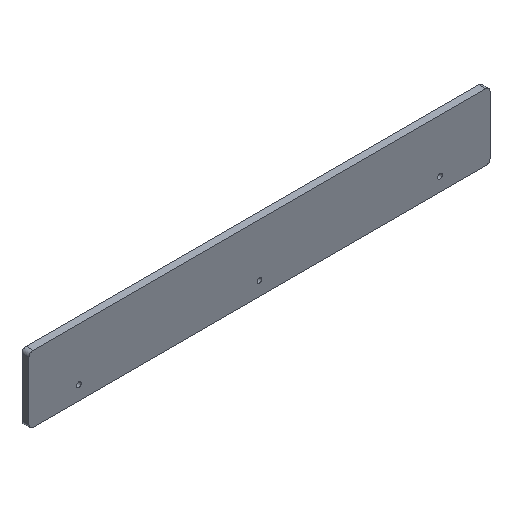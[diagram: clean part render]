
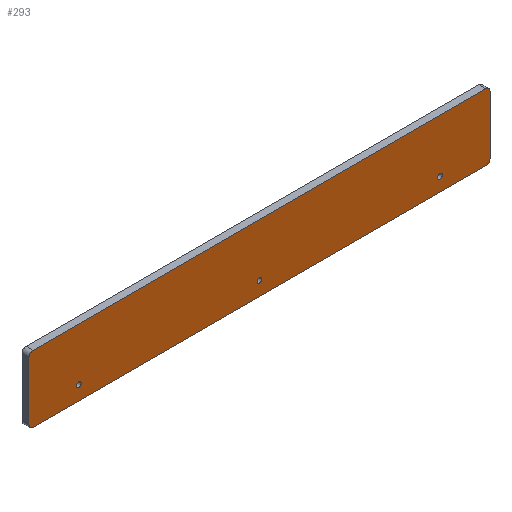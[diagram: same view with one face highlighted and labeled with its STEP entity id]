
A CAD part, isometric view. The second image highlights one B-rep face of the part: STEP entity #293.
In plain terms, the highlighted planar face has unit normal (0, -1, 0).
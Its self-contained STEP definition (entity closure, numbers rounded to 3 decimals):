
#18=FACE_BOUND('',#69,.T.);
#19=FACE_BOUND('',#70,.T.);
#20=FACE_BOUND('',#71,.T.);
#26=PLANE('',#340);
#49=FACE_OUTER_BOUND('',#68,.T.);
#68=EDGE_LOOP('',(#264,#265,#266,#267,#268,#269,#270,#271));
#69=EDGE_LOOP('',(#272));
#70=EDGE_LOOP('',(#273));
#71=EDGE_LOOP('',(#274));
#80=LINE('',#469,#102);
#84=LINE('',#481,#106);
#88=LINE('',#493,#110);
#92=LINE('',#505,#114);
#102=VECTOR('',#383,10.);
#106=VECTOR('',#395,10.);
#110=VECTOR('',#407,10.);
#114=VECTOR('',#419,10.);
#118=CIRCLE('',#312,1.7);
#121=CIRCLE('',#317,1.7);
#124=CIRCLE('',#322,1.7);
#126=CIRCLE('',#326,3.);
#128=CIRCLE('',#330,3.);
#130=CIRCLE('',#334,3.);
#132=CIRCLE('',#338,3.);
#135=VERTEX_POINT('',#439);
#138=VERTEX_POINT('',#449);
#141=VERTEX_POINT('',#459);
#144=VERTEX_POINT('',#466);
#145=VERTEX_POINT('',#468);
#147=VERTEX_POINT('',#474);
#149=VERTEX_POINT('',#480);
#151=VERTEX_POINT('',#486);
#153=VERTEX_POINT('',#492);
#155=VERTEX_POINT('',#498);
#157=VERTEX_POINT('',#504);
#162=EDGE_CURVE('',#135,#135,#118,.T.);
#167=EDGE_CURVE('',#138,#138,#121,.T.);
#172=EDGE_CURVE('',#141,#141,#124,.T.);
#175=EDGE_CURVE('',#145,#144,#80,.T.);
#178=EDGE_CURVE('',#147,#145,#126,.T.);
#181=EDGE_CURVE('',#149,#147,#84,.T.);
#184=EDGE_CURVE('',#151,#149,#128,.T.);
#187=EDGE_CURVE('',#153,#151,#88,.T.);
#190=EDGE_CURVE('',#155,#153,#130,.T.);
#193=EDGE_CURVE('',#157,#155,#92,.T.);
#196=EDGE_CURVE('',#144,#157,#132,.T.);
#264=ORIENTED_EDGE('',*,*,#196,.T.);
#265=ORIENTED_EDGE('',*,*,#193,.T.);
#266=ORIENTED_EDGE('',*,*,#190,.T.);
#267=ORIENTED_EDGE('',*,*,#187,.T.);
#268=ORIENTED_EDGE('',*,*,#184,.T.);
#269=ORIENTED_EDGE('',*,*,#181,.T.);
#270=ORIENTED_EDGE('',*,*,#178,.T.);
#271=ORIENTED_EDGE('',*,*,#175,.T.);
#272=ORIENTED_EDGE('',*,*,#162,.T.);
#273=ORIENTED_EDGE('',*,*,#167,.T.);
#274=ORIENTED_EDGE('',*,*,#172,.T.);
#293=ADVANCED_FACE('',(#49,#18,#19,#20),#26,.F.);
#312=AXIS2_PLACEMENT_3D('',#441,#353,#354);
#317=AXIS2_PLACEMENT_3D('',#451,#365,#366);
#322=AXIS2_PLACEMENT_3D('',#461,#377,#378);
#326=AXIS2_PLACEMENT_3D('',#475,#389,#390);
#330=AXIS2_PLACEMENT_3D('',#487,#401,#402);
#334=AXIS2_PLACEMENT_3D('',#499,#413,#414);
#338=AXIS2_PLACEMENT_3D('',#509,#425,#426);
#340=AXIS2_PLACEMENT_3D('',#511,#429,#430);
#353=DIRECTION('center_axis',(0.,1.,0.));
#354=DIRECTION('ref_axis',(0.,0.,1.));
#365=DIRECTION('center_axis',(0.,1.,0.));
#366=DIRECTION('ref_axis',(0.,0.,1.));
#377=DIRECTION('center_axis',(0.,1.,0.));
#378=DIRECTION('ref_axis',(0.,0.,1.));
#383=DIRECTION('',(0.,0.,1.));
#389=DIRECTION('center_axis',(0.,-1.,0.));
#390=DIRECTION('ref_axis',(1.,0.,0.));
#395=DIRECTION('',(1.,0.,0.));
#401=DIRECTION('center_axis',(0.,-1.,0.));
#402=DIRECTION('ref_axis',(0.,0.,-1.));
#407=DIRECTION('',(0.,0.,-1.));
#413=DIRECTION('center_axis',(0.,-1.,0.));
#414=DIRECTION('ref_axis',(-1.,0.,0.));
#419=DIRECTION('',(-1.,0.,0.));
#425=DIRECTION('center_axis',(0.,-1.,0.));
#426=DIRECTION('ref_axis',(0.,0.,1.));
#429=DIRECTION('center_axis',(0.,1.,0.));
#430=DIRECTION('ref_axis',(-1.,0.,0.));
#439=CARTESIAN_POINT('',(284.6,-15.97,7.322));
#441=CARTESIAN_POINT('Origin',(284.6,-15.97,9.022));
#449=CARTESIAN_POINT('',(24.6,-15.97,7.322));
#451=CARTESIAN_POINT('Origin',(24.6,-15.97,9.022));
#459=CARTESIAN_POINT('',(154.6,-15.97,7.322));
#461=CARTESIAN_POINT('Origin',(154.6,-15.97,9.022));
#466=CARTESIAN_POINT('',(320.6,-15.97,44.022));
#468=CARTESIAN_POINT('',(320.6,-15.97,2.022));
#469=CARTESIAN_POINT('',(320.6,-15.97,2.022));
#474=CARTESIAN_POINT('',(317.6,-15.97,-0.978));
#475=CARTESIAN_POINT('Origin',(317.6,-15.97,2.022));
#480=CARTESIAN_POINT('',(-8.4,-15.97,-0.978));
#481=CARTESIAN_POINT('',(-8.4,-15.97,-0.978));
#486=CARTESIAN_POINT('',(-11.4,-15.97,2.022));
#487=CARTESIAN_POINT('Origin',(-8.4,-15.97,2.022));
#492=CARTESIAN_POINT('',(-11.4,-15.97,44.022));
#493=CARTESIAN_POINT('',(-11.4,-15.97,44.022));
#498=CARTESIAN_POINT('',(-8.4,-15.97,47.022));
#499=CARTESIAN_POINT('Origin',(-8.4,-15.97,44.022));
#504=CARTESIAN_POINT('',(317.6,-15.97,47.022));
#505=CARTESIAN_POINT('',(317.6,-15.97,47.022));
#509=CARTESIAN_POINT('Origin',(317.6,-15.97,44.022));
#511=CARTESIAN_POINT('Origin',(154.6,-15.97,23.022));
